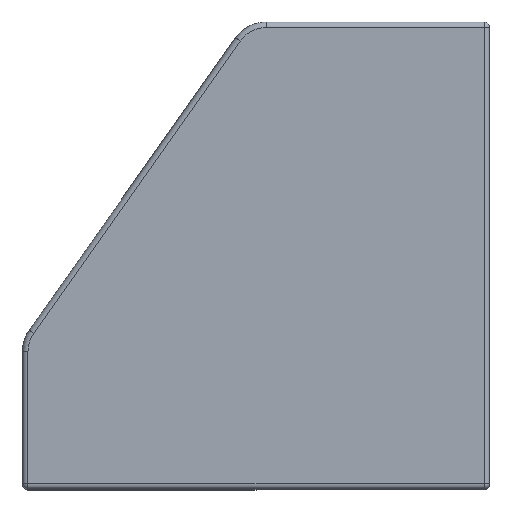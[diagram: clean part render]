
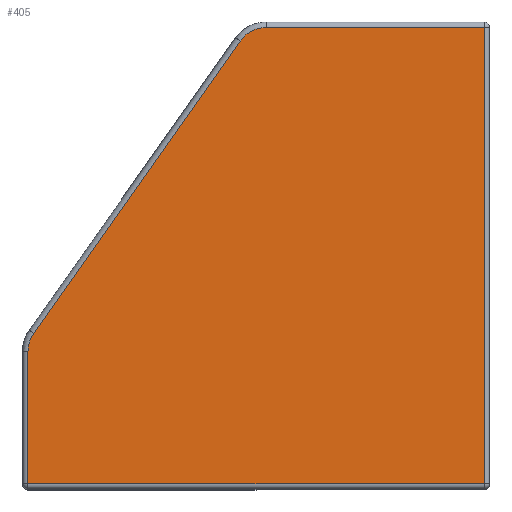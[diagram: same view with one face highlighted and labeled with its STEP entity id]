
A CAD part, top view. The second image highlights one B-rep face of the part: STEP entity #405.
In plain terms, the highlighted planar face has unit normal (0, 0, 1).
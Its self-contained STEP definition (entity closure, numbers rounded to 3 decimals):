
#31 = VERTEX_POINT ( 'NONE', #1785 ) ;
#34 = EDGE_CURVE ( 'NONE', #1571, #31, #1814, .T. ) ;
#44 = EDGE_CURVE ( 'NONE', #3042, #3063, #1858, .T. ) ;
#48 = ORIENTED_EDGE ( 'NONE', *, *, #422, .T. ) ;
#49 = EDGE_CURVE ( 'NONE', #3063, #1571, #1853, .T. ) ;
#60 = EDGE_CURVE ( 'NONE', #3057, #3045, #1889, .T. ) ;
#61 = EDGE_CURVE ( 'NONE', #3045, #3042, #1871, .T. ) ;
#405 = ADVANCED_FACE ( 'NONE', ( #2479 ), #2429, .T. ) ;
#410 = EDGE_CURVE ( 'NONE', #3055, #3057, #2457, .T. ) ;
#422 = EDGE_CURVE ( 'NONE', #31, #3055, #2492, .T. ) ;
#768 = CARTESIAN_POINT ( 'NONE',  ( -68.2, 16.386, 9.5 ) ) ;
#1250 = CARTESIAN_POINT ( 'NONE',  ( -92.288, 0.032, 9.5 ) ) ;
#1251 = CARTESIAN_POINT ( 'NONE',  ( -81.252, 15.667, 9.5 ) ) ;
#1254 = CARTESIAN_POINT ( 'NONE',  ( -92.6, -8.014, 9.5 ) ) ;
#1255 = CARTESIAN_POINT ( 'NONE',  ( -92.6, -0.949, 9.5 ) ) ;
#1256 = CARTESIAN_POINT ( 'NONE',  ( -68.2, -8.014, 9.5 ) ) ;
#1520 = ORIENTED_EDGE ( 'NONE', *, *, #60, .T. ) ;
#1533 = EDGE_LOOP ( 'NONE', ( #1520, #3068, #3059, #3053, #1539, #48, #3058 ) ) ;
#1539 = ORIENTED_EDGE ( 'NONE', *, *, #34, .T. ) ;
#1571 = VERTEX_POINT ( 'NONE', #768 ) ;
#1785 = CARTESIAN_POINT ( 'NONE',  ( -79.863, 16.386, 9.5 ) ) ;
#1811 = DIRECTION ( 'NONE',  ( -1., 0., 0. ) ) ;
#1812 = VECTOR ( 'NONE', #1811, 1000. ) ;
#1813 = CARTESIAN_POINT ( 'NONE',  ( -79.863, 16.386, 9.5 ) ) ;
#1814 = LINE ( 'NONE', #1813, #1812 ) ;
#1838 = DIRECTION ( 'NONE',  ( 0., 1., 0. ) ) ;
#1839 = VECTOR ( 'NONE', #1838, 1000. ) ;
#1846 = DIRECTION ( 'NONE',  ( 1., 0., 0. ) ) ;
#1847 = VECTOR ( 'NONE', #1846, 1000. ) ;
#1852 = CARTESIAN_POINT ( 'NONE',  ( -68.2, 16.686, 9.5 ) ) ;
#1853 = LINE ( 'NONE', #1852, #1839 ) ;
#1857 = CARTESIAN_POINT ( 'NONE',  ( -67.9, -8.014, 9.5 ) ) ;
#1858 = LINE ( 'NONE', #1857, #1847 ) ;
#1869 = DIRECTION ( 'NONE',  ( 0., -1., 0. ) ) ;
#1870 = VECTOR ( 'NONE', #1869, 1000. ) ;
#1871 = LINE ( 'NONE', #1887, #1870 ) ;
#1874 = DIRECTION ( 'NONE',  ( 1., 0., 0. ) ) ;
#1875 = DIRECTION ( 'NONE',  ( 0., 0., 1. ) ) ;
#1876 = CARTESIAN_POINT ( 'NONE',  ( -90.9, -0.949, 9.5 ) ) ;
#1877 = AXIS2_PLACEMENT_3D ( 'NONE', #1876, #1875, #1874 ) ;
#1887 = CARTESIAN_POINT ( 'NONE',  ( -92.6, -8.314, 9.5 ) ) ;
#1889 = CIRCLE ( 'NONE', #1877, 1.7 ) ;
#2429 = PLANE ( 'NONE',  #2476 ) ;
#2454 = DIRECTION ( 'NONE',  ( -0.577, -0.817, 0. ) ) ;
#2455 = VECTOR ( 'NONE', #2454, 1000. ) ;
#2456 = CARTESIAN_POINT ( 'NONE',  ( -92.288, 0.032, 9.5 ) ) ;
#2457 = LINE ( 'NONE', #2456, #2455 ) ;
#2465 = DIRECTION ( 'NONE',  ( 1., 0., 0. ) ) ;
#2466 = DIRECTION ( 'NONE',  ( 0., 0., 1. ) ) ;
#2470 = CARTESIAN_POINT ( 'NONE',  ( -67.9, 16.686, 9.5 ) ) ;
#2476 = AXIS2_PLACEMENT_3D ( 'NONE', #2470, #2466, #2465 ) ;
#2479 = FACE_OUTER_BOUND ( 'NONE', #1533, .T. ) ;
#2484 = DIRECTION ( 'NONE',  ( 1., 0., 0. ) ) ;
#2485 = DIRECTION ( 'NONE',  ( 0., 0., 1. ) ) ;
#2486 = CARTESIAN_POINT ( 'NONE',  ( -79.863, 14.686, 9.5 ) ) ;
#2487 = AXIS2_PLACEMENT_3D ( 'NONE', #2486, #2485, #2484 ) ;
#2492 = CIRCLE ( 'NONE', #2487, 1.7 ) ;
#3042 = VERTEX_POINT ( 'NONE', #1254 ) ;
#3045 = VERTEX_POINT ( 'NONE', #1255 ) ;
#3053 = ORIENTED_EDGE ( 'NONE', *, *, #49, .T. ) ;
#3055 = VERTEX_POINT ( 'NONE', #1251 ) ;
#3057 = VERTEX_POINT ( 'NONE', #1250 ) ;
#3058 = ORIENTED_EDGE ( 'NONE', *, *, #410, .T. ) ;
#3059 = ORIENTED_EDGE ( 'NONE', *, *, #44, .T. ) ;
#3063 = VERTEX_POINT ( 'NONE', #1256 ) ;
#3068 = ORIENTED_EDGE ( 'NONE', *, *, #61, .T. ) ;
